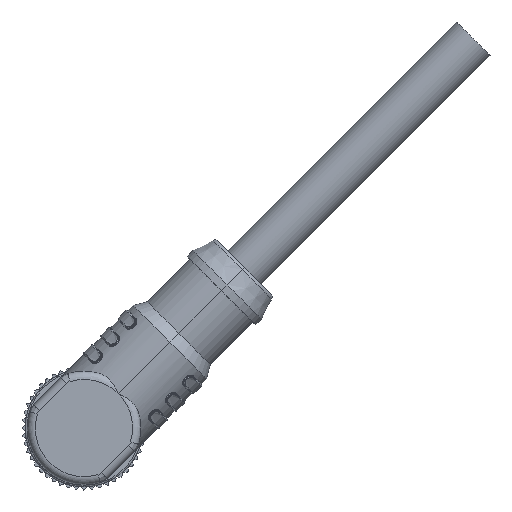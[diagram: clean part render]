
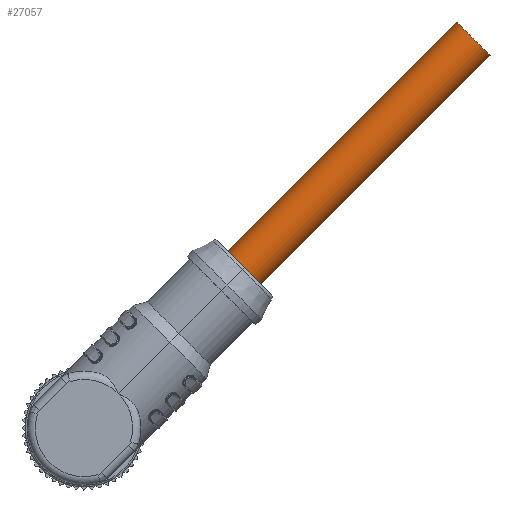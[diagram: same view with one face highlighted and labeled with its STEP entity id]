
A CAD part, left-side view. The second image highlights one B-rep face of the part: STEP entity #27057.
In plain terms, the highlighted cylindrical face has radius 2.9 mm (diameter 5.8 mm), a partial arc.
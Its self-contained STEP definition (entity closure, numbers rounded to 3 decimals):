
#6436=CARTESIAN_POINT('',(-21.5,-19.799,19.799));
#6437=DIRECTION('',(0.,-0.707,0.707));
#6438=DIRECTION('',(0.,0.707,0.707));
#6439=AXIS2_PLACEMENT_3D('',#6436,#6437,#6438);
#6441=DIRECTION('',(0.,0.707,-0.707));
#6442=VECTOR('',#6441,40.);
#6443=CARTESIAN_POINT('',(-21.5,-46.033,50.134));
#6444=LINE('',#6443,#6442);
#6445=DIRECTION('',(0.,0.707,-0.707));
#6446=VECTOR('',#6445,40.);
#6447=CARTESIAN_POINT('',(-21.5,-50.134,46.033));
#6448=LINE('',#6447,#6446);
#6454=CARTESIAN_POINT('',(-21.5,-48.083,48.083));
#6455=DIRECTION('',(0.,0.707,-0.707));
#6456=DIRECTION('',(0.,-0.707,-0.707));
#6457=AXIS2_PLACEMENT_3D('',#6454,#6455,#6456);
#16813=CARTESIAN_POINT('',(-21.5,-21.85,17.748));
#16814=CARTESIAN_POINT('',(-21.5,-17.748,21.85));
#16815=VERTEX_POINT('',#16813);
#16816=VERTEX_POINT('',#16814);
#16817=CARTESIAN_POINT('',(-21.5,-50.134,46.033));
#16818=VERTEX_POINT('',#16817);
#16819=CARTESIAN_POINT('',(-21.5,-46.033,50.134));
#16820=VERTEX_POINT('',#16819);
#27045=CARTESIAN_POINT('',(-21.5,-12.728,12.728));
#27046=DIRECTION('',(0.,-0.707,0.707));
#27047=DIRECTION('',(0.,-0.707,-0.707));
#27048=AXIS2_PLACEMENT_3D('',#27045,#27046,#27047);
#27049=CYLINDRICAL_SURFACE('',#27048,2.9);
#27050=ORIENTED_EDGE('',*,*,#27025,.F.);
#27051=ORIENTED_EDGE('',*,*,#27040,.F.);
#27053=ORIENTED_EDGE('',*,*,#27052,.F.);
#27054=ORIENTED_EDGE('',*,*,#27036,.T.);
#27055=EDGE_LOOP('',(#27050,#27051,#27053,#27054));
#27056=FACE_OUTER_BOUND('',#27055,.F.);
#27057=ADVANCED_FACE('',(#27056),#27049,.T.);
#6440=CIRCLE('',#6439,2.9);
#6458=CIRCLE('',#6457,2.9);
#27025=EDGE_CURVE('',#16816,#16815,#6440,.T.);
#27036=EDGE_CURVE('',#16818,#16815,#6448,.T.);
#27040=EDGE_CURVE('',#16820,#16816,#6444,.T.);
#27052=EDGE_CURVE('',#16818,#16820,#6458,.T.);
